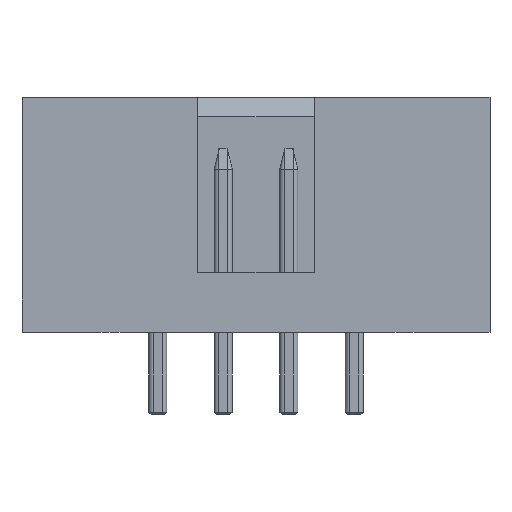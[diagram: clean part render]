
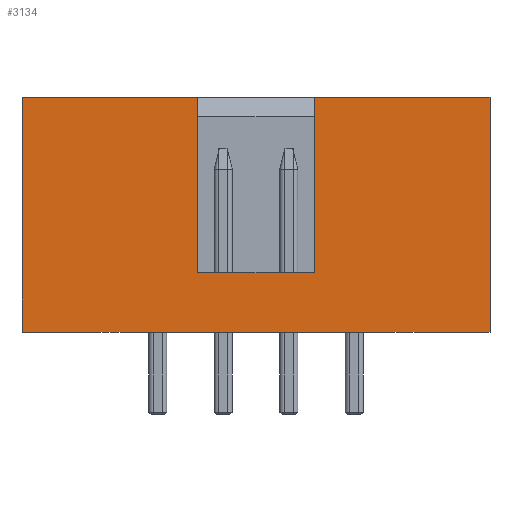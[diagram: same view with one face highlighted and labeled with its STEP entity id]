
A CAD part, front view. The second image highlights one B-rep face of the part: STEP entity #3134.
In plain terms, the highlighted planar face has unit normal (0, -1, 0).
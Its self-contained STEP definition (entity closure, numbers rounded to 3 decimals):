
#69 = PLANE('',#70);
#70 = AXIS2_PLACEMENT_3D('',#71,#72,#73);
#71 = CARTESIAN_POINT('',(0.,0.,0.));
#72 = DIRECTION('',(0.,0.,1.));
#73 = DIRECTION('',(1.,0.,-0.));
#137 = PLANE('',#138);
#138 = AXIS2_PLACEMENT_3D('',#139,#140,#141);
#139 = CARTESIAN_POINT('',(-9.07,4.35,0.));
#140 = DIRECTION('',(1.,0.,-0.));
#141 = DIRECTION('',(0.,-1.,0.));
#234 = VERTEX_POINT('',#235);
#235 = CARTESIAN_POINT('',(-9.07,-4.35,0.));
#256 = EDGE_CURVE('',#234,#257,#259,.T.);
#257 = VERTEX_POINT('',#258);
#258 = CARTESIAN_POINT('',(9.07,-4.35,0.));
#259 = SURFACE_CURVE('',#260,(#264,#271),.PCURVE_S1.);
#260 = LINE('',#261,#262);
#261 = CARTESIAN_POINT('',(-9.07,-4.35,0.));
#262 = VECTOR('',#263,1.);
#263 = DIRECTION('',(1.,0.,0.));
#264 = PCURVE('',#69,#265);
#265 = DEFINITIONAL_REPRESENTATION('',(#266),#270);
#266 = LINE('',#267,#268);
#267 = CARTESIAN_POINT('',(-9.07,-4.35));
#268 = VECTOR('',#269,1.);
#269 = DIRECTION('',(1.,0.));
#270 = ( GEOMETRIC_REPRESENTATION_CONTEXT(2) 
PARAMETRIC_REPRESENTATION_CONTEXT() REPRESENTATION_CONTEXT('2D SPACE',''
  ) );
#271 = PCURVE('',#272,#277);
#272 = PLANE('',#273);
#273 = AXIS2_PLACEMENT_3D('',#274,#275,#276);
#274 = CARTESIAN_POINT('',(-9.07,-4.35,0.));
#275 = DIRECTION('',(0.,1.,0.));
#276 = DIRECTION('',(1.,0.,0.));
#277 = DEFINITIONAL_REPRESENTATION('',(#278),#282);
#278 = LINE('',#279,#280);
#279 = CARTESIAN_POINT('',(0.,0.));
#280 = VECTOR('',#281,1.);
#281 = DIRECTION('',(1.,0.));
#282 = ( GEOMETRIC_REPRESENTATION_CONTEXT(2) 
PARAMETRIC_REPRESENTATION_CONTEXT() REPRESENTATION_CONTEXT('2D SPACE',''
  ) );
#300 = PLANE('',#301);
#301 = AXIS2_PLACEMENT_3D('',#302,#303,#304);
#302 = CARTESIAN_POINT('',(9.07,-4.35,0.));
#303 = DIRECTION('',(-1.,0.,0.));
#304 = DIRECTION('',(0.,1.,0.));
#2384 = PLANE('',#2385);
#2385 = AXIS2_PLACEMENT_3D('',#2386,#2387,#2388);
#2386 = CARTESIAN_POINT('',(0.,0.,9.1));
#2387 = DIRECTION('',(0.,0.,1.));
#2388 = DIRECTION('',(1.,0.,-0.));
#2540 = VERTEX_POINT('',#2541);
#2541 = CARTESIAN_POINT('',(-9.07,-4.35,9.1));
#2562 = EDGE_CURVE('',#234,#2540,#2563,.T.);
#2563 = SURFACE_CURVE('',#2564,(#2568,#2575),.PCURVE_S1.);
#2564 = LINE('',#2565,#2566);
#2565 = CARTESIAN_POINT('',(-9.07,-4.35,0.));
#2566 = VECTOR('',#2567,1.);
#2567 = DIRECTION('',(0.,0.,1.));
#2568 = PCURVE('',#137,#2569);
#2569 = DEFINITIONAL_REPRESENTATION('',(#2570),#2574);
#2570 = LINE('',#2571,#2572);
#2571 = CARTESIAN_POINT('',(8.7,0.));
#2572 = VECTOR('',#2573,1.);
#2573 = DIRECTION('',(0.,-1.));
#2574 = ( GEOMETRIC_REPRESENTATION_CONTEXT(2) 
PARAMETRIC_REPRESENTATION_CONTEXT() REPRESENTATION_CONTEXT('2D SPACE',''
  ) );
#2575 = PCURVE('',#272,#2576);
#2576 = DEFINITIONAL_REPRESENTATION('',(#2577),#2581);
#2577 = LINE('',#2578,#2579);
#2578 = CARTESIAN_POINT('',(0.,0.));
#2579 = VECTOR('',#2580,1.);
#2580 = DIRECTION('',(0.,-1.));
#2581 = ( GEOMETRIC_REPRESENTATION_CONTEXT(2) 
PARAMETRIC_REPRESENTATION_CONTEXT() REPRESENTATION_CONTEXT('2D SPACE',''
  ) );
#2737 = EDGE_CURVE('',#257,#2738,#2740,.T.);
#2738 = VERTEX_POINT('',#2739);
#2739 = CARTESIAN_POINT('',(9.07,-4.35,9.1));
#2740 = SURFACE_CURVE('',#2741,(#2745,#2752),.PCURVE_S1.);
#2741 = LINE('',#2742,#2743);
#2742 = CARTESIAN_POINT('',(9.07,-4.35,0.));
#2743 = VECTOR('',#2744,1.);
#2744 = DIRECTION('',(0.,0.,1.));
#2745 = PCURVE('',#300,#2746);
#2746 = DEFINITIONAL_REPRESENTATION('',(#2747),#2751);
#2747 = LINE('',#2748,#2749);
#2748 = CARTESIAN_POINT('',(0.,0.));
#2749 = VECTOR('',#2750,1.);
#2750 = DIRECTION('',(0.,-1.));
#2751 = ( GEOMETRIC_REPRESENTATION_CONTEXT(2) 
PARAMETRIC_REPRESENTATION_CONTEXT() REPRESENTATION_CONTEXT('2D SPACE',''
  ) );
#2752 = PCURVE('',#272,#2753);
#2753 = DEFINITIONAL_REPRESENTATION('',(#2754),#2758);
#2754 = LINE('',#2755,#2756);
#2755 = CARTESIAN_POINT('',(18.14,0.));
#2756 = VECTOR('',#2757,1.);
#2757 = DIRECTION('',(0.,-1.));
#2758 = ( GEOMETRIC_REPRESENTATION_CONTEXT(2) 
PARAMETRIC_REPRESENTATION_CONTEXT() REPRESENTATION_CONTEXT('2D SPACE',''
  ) );
#3134 = ADVANCED_FACE('',(#3135),#272,.F.);
#3135 = FACE_BOUND('',#3136,.F.);
#3136 = EDGE_LOOP('',(#3137,#3138,#3139,#3162,#3188,#3214,#3240,#3261));
#3137 = ORIENTED_EDGE('',*,*,#256,.F.);
#3138 = ORIENTED_EDGE('',*,*,#2562,.T.);
#3139 = ORIENTED_EDGE('',*,*,#3140,.T.);
#3140 = EDGE_CURVE('',#2540,#3141,#3143,.T.);
#3141 = VERTEX_POINT('',#3142);
#3142 = CARTESIAN_POINT('',(-2.25,-4.35,9.1));
#3143 = SURFACE_CURVE('',#3144,(#3148,#3155),.PCURVE_S1.);
#3144 = LINE('',#3145,#3146);
#3145 = CARTESIAN_POINT('',(-9.07,-4.35,9.1));
#3146 = VECTOR('',#3147,1.);
#3147 = DIRECTION('',(1.,0.,0.));
#3148 = PCURVE('',#272,#3149);
#3149 = DEFINITIONAL_REPRESENTATION('',(#3150),#3154);
#3150 = LINE('',#3151,#3152);
#3151 = CARTESIAN_POINT('',(0.,-9.1));
#3152 = VECTOR('',#3153,1.);
#3153 = DIRECTION('',(1.,0.));
#3154 = ( GEOMETRIC_REPRESENTATION_CONTEXT(2) 
PARAMETRIC_REPRESENTATION_CONTEXT() REPRESENTATION_CONTEXT('2D SPACE',''
  ) );
#3155 = PCURVE('',#2384,#3156);
#3156 = DEFINITIONAL_REPRESENTATION('',(#3157),#3161);
#3157 = LINE('',#3158,#3159);
#3158 = CARTESIAN_POINT('',(-9.07,-4.35));
#3159 = VECTOR('',#3160,1.);
#3160 = DIRECTION('',(1.,0.));
#3161 = ( GEOMETRIC_REPRESENTATION_CONTEXT(2) 
PARAMETRIC_REPRESENTATION_CONTEXT() REPRESENTATION_CONTEXT('2D SPACE',''
  ) );
#3162 = ORIENTED_EDGE('',*,*,#3163,.T.);
#3163 = EDGE_CURVE('',#3141,#3164,#3166,.T.);
#3164 = VERTEX_POINT('',#3165);
#3165 = CARTESIAN_POINT('',(-2.25,-4.35,2.3));
#3166 = SURFACE_CURVE('',#3167,(#3171,#3177),.PCURVE_S1.);
#3167 = LINE('',#3168,#3169);
#3168 = CARTESIAN_POINT('',(-2.25,-4.35,1.15));
#3169 = VECTOR('',#3170,1.);
#3170 = DIRECTION('',(-0.,0.,-1.));
#3171 = PCURVE('',#272,#3172);
#3172 = DEFINITIONAL_REPRESENTATION('',(#3173),#3176);
#3173 = B_SPLINE_CURVE_WITH_KNOTS('',1,(#3174,#3175),.UNSPECIFIED.,.F.,
  .F.,(2,2),(-7.95,-1.15),.PIECEWISE_BEZIER_KNOTS.);
#3174 = CARTESIAN_POINT('',(6.82,-9.1));
#3175 = CARTESIAN_POINT('',(6.82,-2.3));
#3176 = ( GEOMETRIC_REPRESENTATION_CONTEXT(2) 
PARAMETRIC_REPRESENTATION_CONTEXT() REPRESENTATION_CONTEXT('2D SPACE',''
  ) );
#3177 = PCURVE('',#3178,#3183);
#3178 = PLANE('',#3179);
#3179 = AXIS2_PLACEMENT_3D('',#3180,#3181,#3182);
#3180 = CARTESIAN_POINT('',(-2.25,-3.35,2.3));
#3181 = DIRECTION('',(1.,0.,-0.));
#3182 = DIRECTION('',(0.,-1.,0.));
#3183 = DEFINITIONAL_REPRESENTATION('',(#3184),#3187);
#3184 = B_SPLINE_CURVE_WITH_KNOTS('',1,(#3185,#3186),.UNSPECIFIED.,.F.,
  .F.,(2,2),(-7.95,-1.15),.PIECEWISE_BEZIER_KNOTS.);
#3185 = CARTESIAN_POINT('',(1.,-6.8));
#3186 = CARTESIAN_POINT('',(1.,0.));
#3187 = ( GEOMETRIC_REPRESENTATION_CONTEXT(2) 
PARAMETRIC_REPRESENTATION_CONTEXT() REPRESENTATION_CONTEXT('2D SPACE',''
  ) );
#3188 = ORIENTED_EDGE('',*,*,#3189,.T.);
#3189 = EDGE_CURVE('',#3164,#3190,#3192,.T.);
#3190 = VERTEX_POINT('',#3191);
#3191 = CARTESIAN_POINT('',(2.25,-4.35,2.3));
#3192 = SURFACE_CURVE('',#3193,(#3197,#3203),.PCURVE_S1.);
#3193 = LINE('',#3194,#3195);
#3194 = CARTESIAN_POINT('',(-4.535,-4.35,2.3));
#3195 = VECTOR('',#3196,1.);
#3196 = DIRECTION('',(1.,0.,0.));
#3197 = PCURVE('',#272,#3198);
#3198 = DEFINITIONAL_REPRESENTATION('',(#3199),#3202);
#3199 = B_SPLINE_CURVE_WITH_KNOTS('',1,(#3200,#3201),.UNSPECIFIED.,.F.,
  .F.,(2,2),(2.285,6.785),.PIECEWISE_BEZIER_KNOTS.);
#3200 = CARTESIAN_POINT('',(6.82,-2.3));
#3201 = CARTESIAN_POINT('',(11.32,-2.3));
#3202 = ( GEOMETRIC_REPRESENTATION_CONTEXT(2) 
PARAMETRIC_REPRESENTATION_CONTEXT() REPRESENTATION_CONTEXT('2D SPACE',''
  ) );
#3203 = PCURVE('',#3204,#3209);
#3204 = PLANE('',#3205);
#3205 = AXIS2_PLACEMENT_3D('',#3206,#3207,#3208);
#3206 = CARTESIAN_POINT('',(0.,-4.35,2.3));
#3207 = DIRECTION('',(0.,0.,1.));
#3208 = DIRECTION('',(1.,0.,-0.));
#3209 = DEFINITIONAL_REPRESENTATION('',(#3210),#3213);
#3210 = B_SPLINE_CURVE_WITH_KNOTS('',1,(#3211,#3212),.UNSPECIFIED.,.F.,
  .F.,(2,2),(2.285,6.785),.PIECEWISE_BEZIER_KNOTS.);
#3211 = CARTESIAN_POINT('',(-2.25,0.));
#3212 = CARTESIAN_POINT('',(2.25,0.));
#3213 = ( GEOMETRIC_REPRESENTATION_CONTEXT(2) 
PARAMETRIC_REPRESENTATION_CONTEXT() REPRESENTATION_CONTEXT('2D SPACE',''
  ) );
#3214 = ORIENTED_EDGE('',*,*,#3215,.T.);
#3215 = EDGE_CURVE('',#3190,#3216,#3218,.T.);
#3216 = VERTEX_POINT('',#3217);
#3217 = CARTESIAN_POINT('',(2.25,-4.35,9.1));
#3218 = SURFACE_CURVE('',#3219,(#3223,#3229),.PCURVE_S1.);
#3219 = LINE('',#3220,#3221);
#3220 = CARTESIAN_POINT('',(2.25,-4.35,1.15));
#3221 = VECTOR('',#3222,1.);
#3222 = DIRECTION('',(0.,-0.,1.));
#3223 = PCURVE('',#272,#3224);
#3224 = DEFINITIONAL_REPRESENTATION('',(#3225),#3228);
#3225 = B_SPLINE_CURVE_WITH_KNOTS('',1,(#3226,#3227),.UNSPECIFIED.,.F.,
  .F.,(2,2),(1.15,7.95),.PIECEWISE_BEZIER_KNOTS.);
#3226 = CARTESIAN_POINT('',(11.32,-2.3));
#3227 = CARTESIAN_POINT('',(11.32,-9.1));
#3228 = ( GEOMETRIC_REPRESENTATION_CONTEXT(2) 
PARAMETRIC_REPRESENTATION_CONTEXT() REPRESENTATION_CONTEXT('2D SPACE',''
  ) );
#3229 = PCURVE('',#3230,#3235);
#3230 = PLANE('',#3231);
#3231 = AXIS2_PLACEMENT_3D('',#3232,#3233,#3234);
#3232 = CARTESIAN_POINT('',(2.25,-5.35,2.3));
#3233 = DIRECTION('',(-1.,0.,0.));
#3234 = DIRECTION('',(0.,1.,0.));
#3235 = DEFINITIONAL_REPRESENTATION('',(#3236),#3239);
#3236 = B_SPLINE_CURVE_WITH_KNOTS('',1,(#3237,#3238),.UNSPECIFIED.,.F.,
  .F.,(2,2),(1.15,7.95),.PIECEWISE_BEZIER_KNOTS.);
#3237 = CARTESIAN_POINT('',(1.,0.));
#3238 = CARTESIAN_POINT('',(1.,-6.8));
#3239 = ( GEOMETRIC_REPRESENTATION_CONTEXT(2) 
PARAMETRIC_REPRESENTATION_CONTEXT() REPRESENTATION_CONTEXT('2D SPACE',''
  ) );
#3240 = ORIENTED_EDGE('',*,*,#3241,.T.);
#3241 = EDGE_CURVE('',#3216,#2738,#3242,.T.);
#3242 = SURFACE_CURVE('',#3243,(#3247,#3254),.PCURVE_S1.);
#3243 = LINE('',#3244,#3245);
#3244 = CARTESIAN_POINT('',(-9.07,-4.35,9.1));
#3245 = VECTOR('',#3246,1.);
#3246 = DIRECTION('',(1.,0.,0.));
#3247 = PCURVE('',#272,#3248);
#3248 = DEFINITIONAL_REPRESENTATION('',(#3249),#3253);
#3249 = LINE('',#3250,#3251);
#3250 = CARTESIAN_POINT('',(0.,-9.1));
#3251 = VECTOR('',#3252,1.);
#3252 = DIRECTION('',(1.,0.));
#3253 = ( GEOMETRIC_REPRESENTATION_CONTEXT(2) 
PARAMETRIC_REPRESENTATION_CONTEXT() REPRESENTATION_CONTEXT('2D SPACE',''
  ) );
#3254 = PCURVE('',#2384,#3255);
#3255 = DEFINITIONAL_REPRESENTATION('',(#3256),#3260);
#3256 = LINE('',#3257,#3258);
#3257 = CARTESIAN_POINT('',(-9.07,-4.35));
#3258 = VECTOR('',#3259,1.);
#3259 = DIRECTION('',(1.,0.));
#3260 = ( GEOMETRIC_REPRESENTATION_CONTEXT(2) 
PARAMETRIC_REPRESENTATION_CONTEXT() REPRESENTATION_CONTEXT('2D SPACE',''
  ) );
#3261 = ORIENTED_EDGE('',*,*,#2737,.F.);
